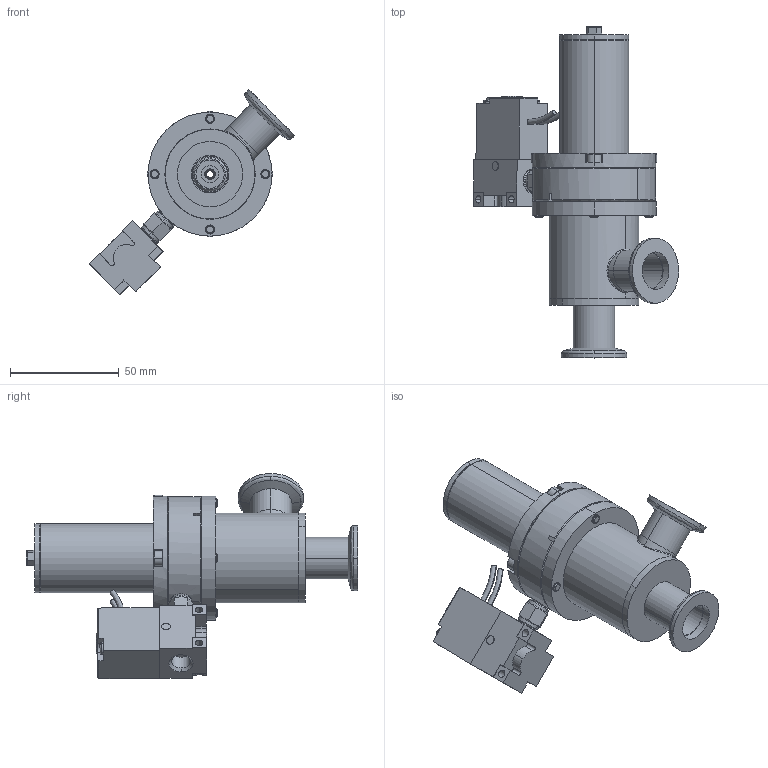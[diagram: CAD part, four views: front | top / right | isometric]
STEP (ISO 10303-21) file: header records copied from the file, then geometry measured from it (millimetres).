
FILE_DESCRIPTION (( 'STEP AP214' ), '1' );
FILE_NAME ('ESVP-S02102.STEP', '2022-12-15T17:46:21', ( '' ), ( '' ), 'SwSTEP 2.0', 'SolidWorks 2020', '' );
FILE_SCHEMA (( 'AUTOMOTIVE_DESIGN' ));
Length unit declared in the file: inch
Products named in the file (1): ESVP-S02102
Bounding box: 94.33 x 152.42 x 94.14 mm (x, y, z)
Volume: 106542.1 mm3; surface area: 68466.3 mm2
Topology: 20 solids, 20 shells, 1548 faces, 3879 edges, 2395 vertices
Faces by surface type: cone 605, cylinder 407, plane 269, bspline 251, torus 16
Entity records: 71439 total; most frequent: CARTESIAN_POINT 13295, DIRECTION 8623, ORIENTED_EDGE 7742, EDGE_CURVE 3871, AXIS2_PLACEMENT_3D 3557, VERTEX_POINT 2395, CIRCLE 2259, EDGE_LOOP 1640
